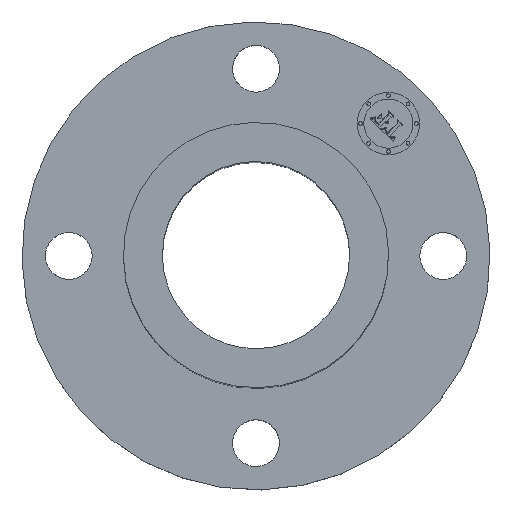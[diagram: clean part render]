
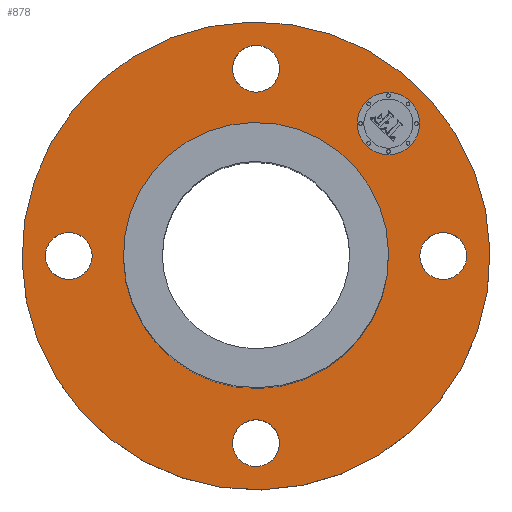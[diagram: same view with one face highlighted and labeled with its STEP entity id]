
A CAD part, top view. The second image highlights one B-rep face of the part: STEP entity #878.
In plain terms, the highlighted planar face has unit normal (0, 0, 1).
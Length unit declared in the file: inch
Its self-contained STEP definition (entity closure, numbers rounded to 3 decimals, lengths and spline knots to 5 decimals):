
#51=AXIS2_PLACEMENT_3D('Circle Axis2P3D',#49,#50,$) ;
#238=AXIS2_PLACEMENT_3D('Circle Axis2P3D',#236,#237,$) ;
#263=AXIS2_PLACEMENT_3D('Circle Axis2P3D',#261,#262,$) ;
#282=AXIS2_PLACEMENT_3D('Circle Axis2P3D',#280,#281,$) ;
#299=AXIS2_PLACEMENT_3D('Circle Axis2P3D',#297,#298,$) ;
#334=AXIS2_PLACEMENT_3D('Circle Axis2P3D',#332,#333,$) ;
#713=AXIS2_PLACEMENT_3D('Circle Axis2P3D',#711,#712,$) ;
#732=AXIS2_PLACEMENT_3D('Circle Axis2P3D',#730,#731,$) ;
#757=AXIS2_PLACEMENT_3D('Circle Axis2P3D',#755,#756,$) ;
#776=AXIS2_PLACEMENT_3D('Circle Axis2P3D',#774,#775,$) ;
#801=AXIS2_PLACEMENT_3D('Circle Axis2P3D',#799,#800,$) ;
#820=AXIS2_PLACEMENT_3D('Circle Axis2P3D',#818,#819,$) ;
#834=AXIS2_PLACEMENT_3D('Plane Axis2P3D',#831,#832,#833) ;
#862=AXIS2_PLACEMENT_3D('Circle Axis2P3D',#860,#861,$) ;
#871=AXIS2_PLACEMENT_3D('Circle Axis2P3D',#869,#870,$) ;
#44=CARTESIAN_POINT('Vertex',(2.67091,-0.17978,0.8775)) ;
#49=CARTESIAN_POINT('Axis2P3D Location',(3.,0.,0.8775)) ;
#53=CARTESIAN_POINT('Vertex',(3.32909,0.17978,0.8775)) ;
#236=CARTESIAN_POINT('Axis2P3D Location',(3.,0.,0.8775)) ;
#258=CARTESIAN_POINT('Vertex',(-1.79785,-3.29093,0.8775)) ;
#261=CARTESIAN_POINT('Axis2P3D Location',(0.,0.,0.8775)) ;
#265=CARTESIAN_POINT('Vertex',(1.79785,3.29093,0.8775)) ;
#280=CARTESIAN_POINT('Axis2P3D Location',(0.,0.,0.8775)) ;
#297=CARTESIAN_POINT('Axis2P3D Location',(0.,0.,0.8775)) ;
#301=CARTESIAN_POINT('Vertex',(1.01878,1.86486,0.8775)) ;
#303=CARTESIAN_POINT('Vertex',(-1.01878,-1.86486,0.8775)) ;
#332=CARTESIAN_POINT('Axis2P3D Location',(0.,0.,0.8775)) ;
#708=CARTESIAN_POINT('Vertex',(-0.17978,-2.67091,0.8775)) ;
#711=CARTESIAN_POINT('Axis2P3D Location',(0.,-3.,0.8775)) ;
#715=CARTESIAN_POINT('Vertex',(0.17978,-3.32909,0.8775)) ;
#730=CARTESIAN_POINT('Axis2P3D Location',(0.,-3.,0.8775)) ;
#752=CARTESIAN_POINT('Vertex',(-2.67091,0.17978,0.8775)) ;
#755=CARTESIAN_POINT('Axis2P3D Location',(-3.,0.,0.8775)) ;
#759=CARTESIAN_POINT('Vertex',(-3.32909,-0.17978,0.8775)) ;
#774=CARTESIAN_POINT('Axis2P3D Location',(-3.,0.,0.8775)) ;
#796=CARTESIAN_POINT('Vertex',(0.17978,2.67091,0.8775)) ;
#799=CARTESIAN_POINT('Axis2P3D Location',(0.,3.,0.8775)) ;
#803=CARTESIAN_POINT('Vertex',(-0.17978,3.32909,0.8775)) ;
#818=CARTESIAN_POINT('Axis2P3D Location',(0.,3.,0.8775)) ;
#831=CARTESIAN_POINT('Axis2P3D Location',(0.,3.75,0.8775)) ;
#860=CARTESIAN_POINT('Axis2P3D Location',(2.12132,2.12132,0.8775)) ;
#864=CARTESIAN_POINT('Vertex',(2.47487,1.76777,0.8775)) ;
#866=CARTESIAN_POINT('Vertex',(1.76777,2.47487,0.8775)) ;
#869=CARTESIAN_POINT('Axis2P3D Location',(2.12132,2.12132,0.8775)) ;
#50=DIRECTION('Axis2P3D Direction',(0.,-0.,0.039)) ;
#237=DIRECTION('Axis2P3D Direction',(0.,-0.,0.039)) ;
#262=DIRECTION('Axis2P3D Direction',(0.,0.,-0.039)) ;
#281=DIRECTION('Axis2P3D Direction',(0.,0.,-0.039)) ;
#298=DIRECTION('Axis2P3D Direction',(0.,0.,-0.039)) ;
#333=DIRECTION('Axis2P3D Direction',(0.,0.,-0.039)) ;
#712=DIRECTION('Axis2P3D Direction',(0.,0.,0.039)) ;
#731=DIRECTION('Axis2P3D Direction',(0.,0.,0.039)) ;
#756=DIRECTION('Axis2P3D Direction',(0.,0.,0.039)) ;
#775=DIRECTION('Axis2P3D Direction',(0.,0.,0.039)) ;
#800=DIRECTION('Axis2P3D Direction',(0.,-0.,0.039)) ;
#819=DIRECTION('Axis2P3D Direction',(0.,-0.,0.039)) ;
#832=DIRECTION('Axis2P3D Direction',(0.,0.,-0.039)) ;
#833=DIRECTION('Axis2P3D XDirection',(0.039,0.,0.)) ;
#861=DIRECTION('Axis2P3D Direction',(0.,0.,-0.039)) ;
#870=DIRECTION('Axis2P3D Direction',(0.,0.,-0.039)) ;
#837=ORIENTED_EDGE('',*,*,#284,.F.) ;
#838=ORIENTED_EDGE('',*,*,#267,.F.) ;
#841=ORIENTED_EDGE('',*,*,#55,.T.) ;
#842=ORIENTED_EDGE('',*,*,#240,.T.) ;
#845=ORIENTED_EDGE('',*,*,#336,.T.) ;
#846=ORIENTED_EDGE('',*,*,#305,.T.) ;
#849=ORIENTED_EDGE('',*,*,#734,.T.) ;
#850=ORIENTED_EDGE('',*,*,#717,.T.) ;
#853=ORIENTED_EDGE('',*,*,#778,.T.) ;
#854=ORIENTED_EDGE('',*,*,#761,.T.) ;
#857=ORIENTED_EDGE('',*,*,#822,.T.) ;
#858=ORIENTED_EDGE('',*,*,#805,.T.) ;
#875=ORIENTED_EDGE('',*,*,#868,.F.) ;
#876=ORIENTED_EDGE('',*,*,#873,.F.) ;
#843=FACE_BOUND('',#840,.T.) ;
#847=FACE_BOUND('',#844,.T.) ;
#851=FACE_BOUND('',#848,.T.) ;
#855=FACE_BOUND('',#852,.T.) ;
#859=FACE_BOUND('',#856,.T.) ;
#877=FACE_BOUND('',#874,.T.) ;
#878=ADVANCED_FACE('PartBody',(#839,#843,#847,#851,#855,#859,#877),#835,.F.) ;
#52=CIRCLE('generated circle',#51,0.375) ;
#239=CIRCLE('generated circle',#238,0.375) ;
#264=CIRCLE('generated circle',#263,3.75) ;
#283=CIRCLE('generated circle',#282,3.75) ;
#300=CIRCLE('generated circle',#299,2.125) ;
#335=CIRCLE('generated circle',#334,2.125) ;
#714=CIRCLE('generated circle',#713,0.375) ;
#733=CIRCLE('generated circle',#732,0.375) ;
#758=CIRCLE('generated circle',#757,0.375) ;
#777=CIRCLE('generated circle',#776,0.375) ;
#802=CIRCLE('generated circle',#801,0.375) ;
#821=CIRCLE('generated circle',#820,0.375) ;
#863=CIRCLE('generated circle',#862,0.5) ;
#872=CIRCLE('generated circle',#871,0.5) ;
#55=EDGE_CURVE('',#54,#45,#52,.F.) ;
#240=EDGE_CURVE('',#45,#54,#239,.F.) ;
#267=EDGE_CURVE('',#259,#266,#264,.T.) ;
#284=EDGE_CURVE('',#266,#259,#283,.T.) ;
#305=EDGE_CURVE('',#302,#304,#300,.T.) ;
#336=EDGE_CURVE('',#304,#302,#335,.T.) ;
#717=EDGE_CURVE('',#716,#709,#714,.F.) ;
#734=EDGE_CURVE('',#709,#716,#733,.F.) ;
#761=EDGE_CURVE('',#760,#753,#758,.F.) ;
#778=EDGE_CURVE('',#753,#760,#777,.F.) ;
#805=EDGE_CURVE('',#804,#797,#802,.F.) ;
#822=EDGE_CURVE('',#797,#804,#821,.F.) ;
#868=EDGE_CURVE('',#865,#867,#863,.F.) ;
#873=EDGE_CURVE('',#867,#865,#872,.F.) ;
#836=EDGE_LOOP('',(#837,#838)) ;
#840=EDGE_LOOP('',(#841,#842)) ;
#844=EDGE_LOOP('',(#845,#846)) ;
#848=EDGE_LOOP('',(#849,#850)) ;
#852=EDGE_LOOP('',(#853,#854)) ;
#856=EDGE_LOOP('',(#857,#858)) ;
#874=EDGE_LOOP('',(#875,#876)) ;
#839=FACE_OUTER_BOUND('',#836,.T.) ;
#835=PLANE('',#834) ;
#45=VERTEX_POINT('',#44) ;
#54=VERTEX_POINT('',#53) ;
#259=VERTEX_POINT('',#258) ;
#266=VERTEX_POINT('',#265) ;
#302=VERTEX_POINT('',#301) ;
#304=VERTEX_POINT('',#303) ;
#709=VERTEX_POINT('',#708) ;
#716=VERTEX_POINT('',#715) ;
#753=VERTEX_POINT('',#752) ;
#760=VERTEX_POINT('',#759) ;
#797=VERTEX_POINT('',#796) ;
#804=VERTEX_POINT('',#803) ;
#865=VERTEX_POINT('',#864) ;
#867=VERTEX_POINT('',#866) ;
